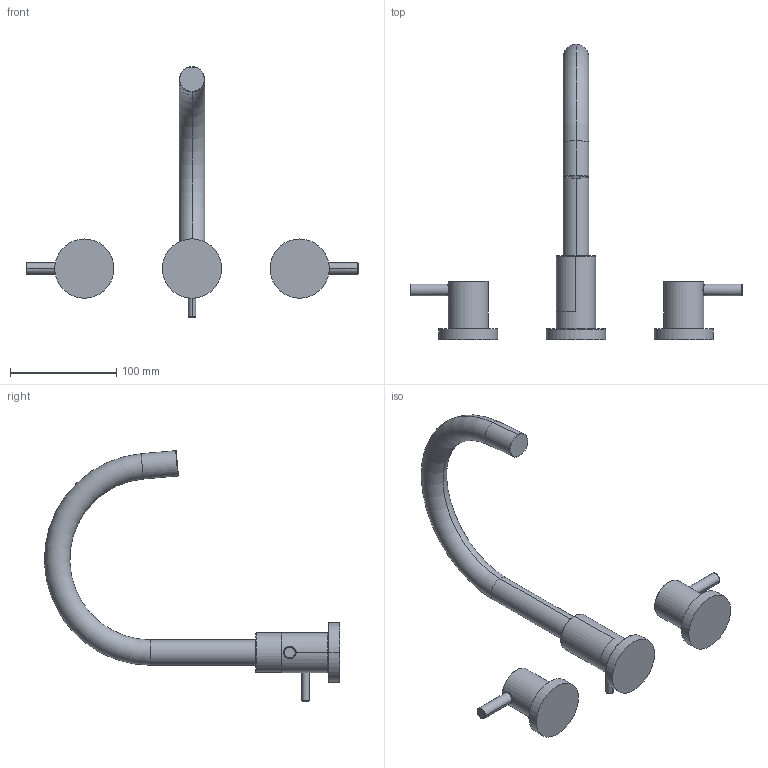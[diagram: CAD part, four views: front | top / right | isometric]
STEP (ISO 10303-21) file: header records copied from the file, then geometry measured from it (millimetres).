
FILE_DESCRIPTION((''),'2;1');
FILE_NAME('8200','2020-11-30T14:11:59',('jinson.thomas'),(''),'CREO PARAMETRIC BY PTC INC, 2018400','CREO PARAMETRIC BY PTC INC, 2018400','');
FILE_SCHEMA(('CONFIG_CONTROL_DESIGN'));
Length unit declared in the file: inch
Products named in the file (1): 8200
Bounding box: 313.2 x 278.3 x 236.47 mm (x, y, z)
Volume: 439239.9 mm3; surface area: 73754.2 mm2
Topology: 3 solids, 3 shells, 65 faces, 138 edges, 81 vertices
Faces by surface type: cylinder 26, torus 16, plane 13, bspline 4, sphere 4, cone 2
Entity records: 2481 total; most frequent: CARTESIAN_POINT 1057, DIRECTION 314, ORIENTED_EDGE 268, AXIS2_PLACEMENT_3D 141, EDGE_CURVE 134, VERTEX_POINT 81, CIRCLE 80, EDGE_LOOP 71
